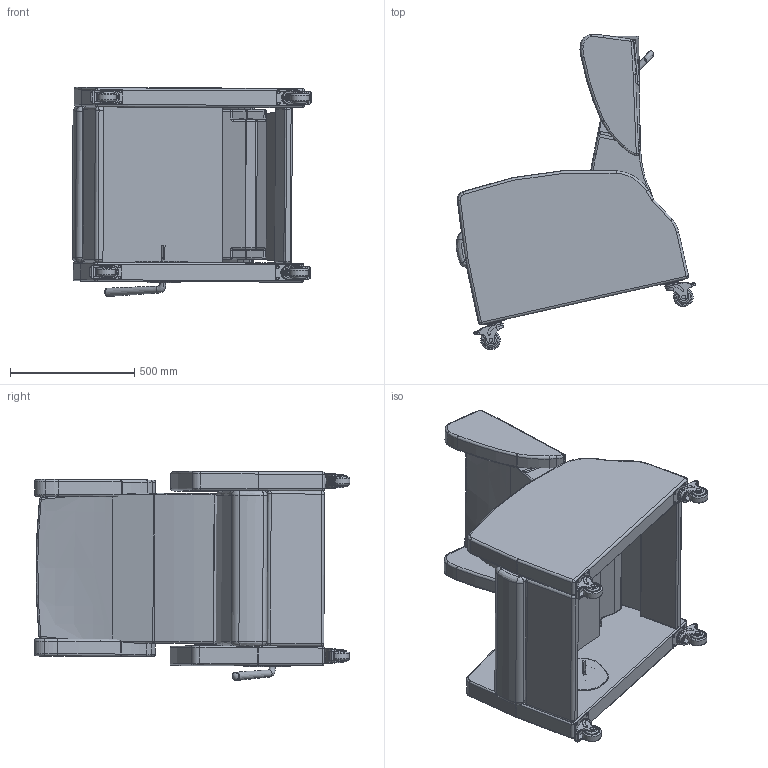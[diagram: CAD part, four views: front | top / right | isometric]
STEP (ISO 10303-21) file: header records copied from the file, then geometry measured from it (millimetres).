
FILE_DESCRIPTION(/* description */ (''),/* implementation_level */ '2;1');
FILE_NAME(/* name */ 'E2118F.stp',/* time_stamp */ '2017-09-13T15:57:22-04:00',/* author */ ('emehringer'),/* organization */ (''),/* preprocessor_version */ 'ST-DEVELOPER v16.5',/* originating_system */ 'Autodesk Inventor 2017',/* authorisation */ '');
FILE_SCHEMA (('AUTOMOTIVE_DESIGN { 1 0 10303 214 3 1 1 }'));
Length unit declared in the file: inch
Products named in the file (30): E2118F; UBACK 2010; UBACK 2010_1; UPHOLSTERED WING-1; E1010 FARM R; 4000 USEAT; 4000 UKO; BEZEL-1 BLK; HDL 3000 BLK; HDL 3000 BLKPLASTIC; HDL 3000 BLK METAL; 7000-2 CON PLT; E1010 FARM L; PB3; PUSH BAR 17.625; PUSH BAR 17.625_1; PUSH BAR 17.625 right side; 1420X1.5 PSHPB; 4000 UKP; E4117U BACK FLAP; CABLE LEVER; CAST COL 4inSLB; _NG-03AMP-125-TL-TP01_fork; _TP01_Next Generation Series_0; _NG-03QDP-125-SW-TP01_rivet; _NG-03AMP-125-TL-TP01_wheel_core; _NG-03AMP-125-TL-TP01_wheel_tread; _NG-03AMP-125-TL-TP01_wheel_guard; _NG-03AMP-125-TL-TP01_wheel_tguard; _NG-03AMP-125-TL-TP01_cap
Assembly tree (36 placements, depth 5):
  E2118F
    UBACK 2010
      UBACK 2010_1
      UPHOLSTERED WING-1  x2
      PB3
        PUSH BAR 17.625
          PUSH BAR 17.625_1
          PUSH BAR 17.625 right side
        1420X1.5 PSHPB  x2
    E1010 FARM R
    4000 USEAT
    4000 UKO
    BEZEL-1 BLK
    HDL 3000 BLK
      HDL 3000 BLKPLASTIC
      HDL 3000 BLK METAL
    7000-2 CON PLT
    E1010 FARM L
    PB3
      PUSH BAR 17.625
        PUSH BAR 17.625_1
        PUSH BAR 17.625 right side
      1420X1.5 PSHPB  x2
    4000 UKP
    E4117U BACK FLAP
    CABLE LEVER
    CAST COL 4inSLB  x4
      _NG-03AMP-125-TL-TP01_fork
      _TP01_Next Generation Series_0
      _NG-03QDP-125-SW-TP01_rivet
      _NG-03AMP-125-TL-TP01_wheel_core
      _NG-03AMP-125-TL-TP01_wheel_tread
      _NG-03AMP-125-TL-TP01_wheel_guard
      _NG-03AMP-125-TL-TP01_wheel_tguard
      _NG-03AMP-125-TL-TP01_cap
Bounding box: 961.93 x 1270.32 x 841.07 mm (x, y, z)
Volume: 197162646.4 mm3; surface area: 6676276.4 mm2
Topology: 59 solids, 69 shells, 1596 faces, 3799 edges, 2373 vertices
Faces by surface type: cylinder 671, plane 552, torus 216, bspline 64, cone 54, sphere 39
Full cylindrical faces by diameter (mm): 5.953 x1, 6.35 x12, 7.938 x4, 9.525 x2, 11.989 x4, 12.497 x4, 14.877 x4, 15.062 x4, 15.24 x8, 19.05 x6, 19.075 x4, 25.4 x4, 31.75 x1, 38.049 x4, 44.298 x4, 52.273 x4, 55.372 x8, 57.15 x8, 76.2 x4
Entity records: 34611 total; most frequent: CARTESIAN_POINT 13185, DIRECTION 4680, ORIENTED_EDGE 4040, EDGE_CURVE 2020, AXIS2_PLACEMENT_3D 1897, VERTEX_POINT 1261, EDGE_LOOP 1009, CIRCLE 929
